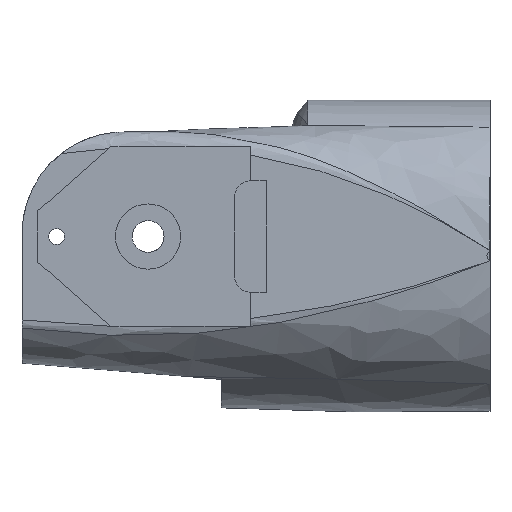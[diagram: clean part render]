
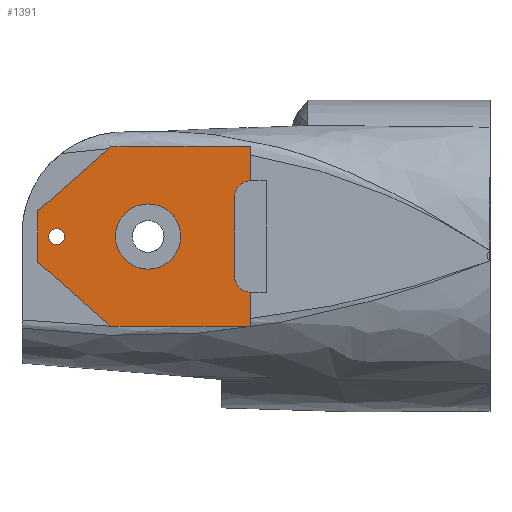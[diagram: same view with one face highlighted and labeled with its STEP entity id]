
A CAD part, left-side view. The second image highlights one B-rep face of the part: STEP entity #1391.
In plain terms, the highlighted planar face has unit normal (-1, 0, 0).
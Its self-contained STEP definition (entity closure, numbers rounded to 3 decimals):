
#27 = CARTESIAN_POINT ( 'NONE',  ( -5.75, 21.5, -0.845 ) ) ;
#32 = VECTOR ( 'NONE', #3359, 1000. ) ;
#35 = EDGE_CURVE ( 'NONE', #3484, #3394, #1106, .T. ) ;
#66 = ORIENTED_EDGE ( 'NONE', *, *, #2569, .T. ) ;
#123 = CARTESIAN_POINT ( 'NONE',  ( -5.75, 27.25, 0.705 ) ) ;
#126 = CARTESIAN_POINT ( 'NONE',  ( -5.75, 27.25, 1.205 ) ) ;
#184 = CARTESIAN_POINT ( 'NONE',  ( -5.75, 23.84, -4.445 ) ) ;
#226 = VERTEX_POINT ( 'NONE', #123 ) ;
#235 = CARTESIAN_POINT ( 'NONE',  ( -5.75, 15.06, -1.295 ) ) ;
#244 = CARTESIAN_POINT ( 'NONE',  ( -5.75, 23.84, -4.445 ) ) ;
#250 = VERTEX_POINT ( 'NONE', #1843 ) ;
#256 = CARTESIAN_POINT ( 'NONE',  ( -5.75, 16.06, 3.705 ) ) ;
#302 = DIRECTION ( 'NONE',  ( 1., 0., 0. ) ) ;
#312 = CARTESIAN_POINT ( 'NONE',  ( -5.75, 23.84, 6.855 ) ) ;
#392 = AXIS2_PLACEMENT_3D ( 'NONE', #235, #2221, #498 ) ;
#419 = CIRCLE ( 'NONE', #559, 0.5 ) ;
#460 = EDGE_CURVE ( 'NONE', #787, #1886, #1641, .T. ) ;
#491 = ORIENTED_EDGE ( 'NONE', *, *, #1067, .T. ) ;
#498 = DIRECTION ( 'NONE',  ( 0., 0., 1. ) ) ;
#508 = DIRECTION ( 'NONE',  ( 0., 1., 0. ) ) ;
#555 = CARTESIAN_POINT ( 'NONE',  ( -5.75, 28.43, -0.409 ) ) ;
#559 = AXIS2_PLACEMENT_3D ( 'NONE', #3535, #3541, #3546 ) ;
#583 = AXIS2_PLACEMENT_3D ( 'NONE', #3052, #1313, #3314 ) ;
#619 = CARTESIAN_POINT ( 'NONE',  ( -5.75, 15.06, 6.855 ) ) ;
#656 = VERTEX_POINT ( 'NONE', #3445 ) ;
#677 = VECTOR ( 'NONE', #2002, 1000. ) ;
#711 = DIRECTION ( 'NONE',  ( 0., -0.751, 0.66 ) ) ;
#755 = LINE ( 'NONE', #2453, #677 ) ;
#764 = CARTESIAN_POINT ( 'NONE',  ( -5.75, 23.84, 6.855 ) ) ;
#787 = VERTEX_POINT ( 'NONE', #184 ) ;
#827 = VECTOR ( 'NONE', #508, 1000. ) ;
#835 = DIRECTION ( 'NONE',  ( 1., 0., 0. ) ) ;
#841 = VECTOR ( 'NONE', #1248, 1000. ) ;
#856 = CARTESIAN_POINT ( 'NONE',  ( -5.75, 0., 0. ) ) ;
#890 = PLANE ( 'NONE',  #988 ) ;
#914 = DIRECTION ( 'NONE',  ( 0., 0., 1. ) ) ;
#988 = AXIS2_PLACEMENT_3D ( 'NONE', #856, #835, #914 ) ;
#1032 = CARTESIAN_POINT ( 'NONE',  ( -5.75, 15.06, 4.705 ) ) ;
#1067 = EDGE_CURVE ( 'NONE', #226, #3330, #2555, .T. ) ;
#1104 = EDGE_LOOP ( 'NONE', ( #1978, #2339, #1121, #2112, #1292, #1204, #2850, #2208, #2386, #2853 ) ) ;
#1106 = CIRCLE ( 'NONE', #1694, 1. ) ;
#1121 = ORIENTED_EDGE ( 'NONE', *, *, #3053, .F. ) ;
#1148 = CARTESIAN_POINT ( 'NONE',  ( -5.75, 15.06, 3.705 ) ) ;
#1201 = DIRECTION ( 'NONE',  ( 1., 0., 0. ) ) ;
#1204 = ORIENTED_EDGE ( 'NONE', *, *, #3410, .F. ) ;
#1214 = DIRECTION ( 'NONE',  ( 0., 0., -1. ) ) ;
#1225 = VERTEX_POINT ( 'NONE', #764 ) ;
#1236 = EDGE_CURVE ( 'NONE', #656, #1664, #1623, .T. ) ;
#1248 = DIRECTION ( 'NONE',  ( 0., 0., -1. ) ) ;
#1292 = ORIENTED_EDGE ( 'NONE', *, *, #460, .F. ) ;
#1298 = VERTEX_POINT ( 'NONE', #1654 ) ;
#1306 = EDGE_CURVE ( 'NONE', #1886, #250, #2396, .T. ) ;
#1313 = DIRECTION ( 'NONE',  ( 1., 0., 0. ) ) ;
#1369 = EDGE_CURVE ( 'NONE', #1813, #3484, #755, .T. ) ;
#1390 = FACE_OUTER_BOUND ( 'NONE', #1104, .T. ) ;
#1391 = ADVANCED_FACE ( 'NONE', ( #3571, #2122, #1390 ), #890, .F. ) ;
#1435 = EDGE_LOOP ( 'NONE', ( #66, #2291 ) ) ;
#1445 = EDGE_CURVE ( 'NONE', #3330, #226, #419, .T. ) ;
#1551 = VERTEX_POINT ( 'NONE', #27 ) ;
#1607 = EDGE_CURVE ( 'NONE', #656, #1813, #2297, .T. ) ;
#1611 = LINE ( 'NONE', #244, #827 ) ;
#1623 = LINE ( 'NONE', #3045, #841 ) ;
#1632 = CARTESIAN_POINT ( 'NONE',  ( -5.75, 28.43, 2.818 ) ) ;
#1641 = LINE ( 'NONE', #2683, #3131 ) ;
#1654 = CARTESIAN_POINT ( 'NONE',  ( -5.75, 21.5, 3.255 ) ) ;
#1664 = VERTEX_POINT ( 'NONE', #2368 ) ;
#1694 = AXIS2_PLACEMENT_3D ( 'NONE', #1148, #1201, #1214 ) ;
#1710 = CIRCLE ( 'NONE', #583, 2.05 ) ;
#1776 = EDGE_CURVE ( 'NONE', #1939, #3394, #3595, .T. ) ;
#1813 = VERTEX_POINT ( 'NONE', #2162 ) ;
#1843 = CARTESIAN_POINT ( 'NONE',  ( -5.75, 28.43, 2.818 ) ) ;
#1886 = VERTEX_POINT ( 'NONE', #555 ) ;
#1939 = VERTEX_POINT ( 'NONE', #3363 ) ;
#1978 = ORIENTED_EDGE ( 'NONE', *, *, #1776, .F. ) ;
#1979 = LINE ( 'NONE', #2160, #2067 ) ;
#2002 = DIRECTION ( 'NONE',  ( 0., 0., 1. ) ) ;
#2018 = CARTESIAN_POINT ( 'NONE',  ( -5.75, 21.5, 1.205 ) ) ;
#2067 = VECTOR ( 'NONE', #711, 1000. ) ;
#2112 = ORIENTED_EDGE ( 'NONE', *, *, #1306, .F. ) ;
#2122 = FACE_BOUND ( 'NONE', #1435, .T. ) ;
#2160 = CARTESIAN_POINT ( 'NONE',  ( -5.75, 28.43, 2.818 ) ) ;
#2162 = CARTESIAN_POINT ( 'NONE',  ( -5.75, 16.06, -1.295 ) ) ;
#2197 = LINE ( 'NONE', #312, #2847 ) ;
#2208 = ORIENTED_EDGE ( 'NONE', *, *, #1607, .T. ) ;
#2221 = DIRECTION ( 'NONE',  ( 1., 0., 0. ) ) ;
#2222 = CARTESIAN_POINT ( 'NONE',  ( -5.75, 27.25, 1.705 ) ) ;
#2282 = CIRCLE ( 'NONE', #2570, 2.05 ) ;
#2291 = ORIENTED_EDGE ( 'NONE', *, *, #3341, .T. ) ;
#2297 = CIRCLE ( 'NONE', #392, 1. ) ;
#2303 = DIRECTION ( 'NONE',  ( 0., 0., -1. ) ) ;
#2314 = DIRECTION ( 'NONE',  ( 0., -1., 0. ) ) ;
#2339 = ORIENTED_EDGE ( 'NONE', *, *, #2714, .F. ) ;
#2356 = DIRECTION ( 'NONE',  ( 0., 0., -1. ) ) ;
#2368 = CARTESIAN_POINT ( 'NONE',  ( -5.75, 15.06, -4.445 ) ) ;
#2386 = ORIENTED_EDGE ( 'NONE', *, *, #1369, .T. ) ;
#2388 = DIRECTION ( 'NONE',  ( 0., 0.751, 0.66 ) ) ;
#2396 = LINE ( 'NONE', #1632, #32 ) ;
#2453 = CARTESIAN_POINT ( 'NONE',  ( -5.75, 16.06, 3.705 ) ) ;
#2555 = CIRCLE ( 'NONE', #3189, 0.5 ) ;
#2569 = EDGE_CURVE ( 'NONE', #1551, #1298, #2282, .T. ) ;
#2570 = AXIS2_PLACEMENT_3D ( 'NONE', #2018, #302, #2303 ) ;
#2596 = EDGE_LOOP ( 'NONE', ( #491, #3525 ) ) ;
#2683 = CARTESIAN_POINT ( 'NONE',  ( -5.75, 28.43, -0.409 ) ) ;
#2714 = EDGE_CURVE ( 'NONE', #1225, #1939, #2197, .T. ) ;
#2847 = VECTOR ( 'NONE', #2314, 1000. ) ;
#2850 = ORIENTED_EDGE ( 'NONE', *, *, #1236, .F. ) ;
#2853 = ORIENTED_EDGE ( 'NONE', *, *, #35, .T. ) ;
#3045 = CARTESIAN_POINT ( 'NONE',  ( -5.75, 15.06, -2.295 ) ) ;
#3052 = CARTESIAN_POINT ( 'NONE',  ( -5.75, 21.5, 1.205 ) ) ;
#3053 = EDGE_CURVE ( 'NONE', #250, #1225, #1979, .T. ) ;
#3131 = VECTOR ( 'NONE', #2388, 1000. ) ;
#3134 = DIRECTION ( 'NONE',  ( 1., 0., 0. ) ) ;
#3189 = AXIS2_PLACEMENT_3D ( 'NONE', #126, #3134, #2356 ) ;
#3314 = DIRECTION ( 'NONE',  ( 0., 0., -1. ) ) ;
#3330 = VERTEX_POINT ( 'NONE', #2222 ) ;
#3341 = EDGE_CURVE ( 'NONE', #1298, #1551, #1710, .T. ) ;
#3359 = DIRECTION ( 'NONE',  ( 0., 0., 1. ) ) ;
#3363 = CARTESIAN_POINT ( 'NONE',  ( -5.75, 15.06, 6.855 ) ) ;
#3394 = VERTEX_POINT ( 'NONE', #1032 ) ;
#3410 = EDGE_CURVE ( 'NONE', #1664, #787, #1611, .T. ) ;
#3445 = CARTESIAN_POINT ( 'NONE',  ( -5.75, 15.06, -2.295 ) ) ;
#3484 = VERTEX_POINT ( 'NONE', #256 ) ;
#3515 = VECTOR ( 'NONE', #3604, 1000. ) ;
#3525 = ORIENTED_EDGE ( 'NONE', *, *, #1445, .T. ) ;
#3535 = CARTESIAN_POINT ( 'NONE',  ( -5.75, 27.25, 1.205 ) ) ;
#3541 = DIRECTION ( 'NONE',  ( 1., 0., 0. ) ) ;
#3546 = DIRECTION ( 'NONE',  ( 0., 0., -1. ) ) ;
#3571 = FACE_BOUND ( 'NONE', #2596, .T. ) ;
#3595 = LINE ( 'NONE', #619, #3515 ) ;
#3604 = DIRECTION ( 'NONE',  ( 0., 0., -1. ) ) ;
